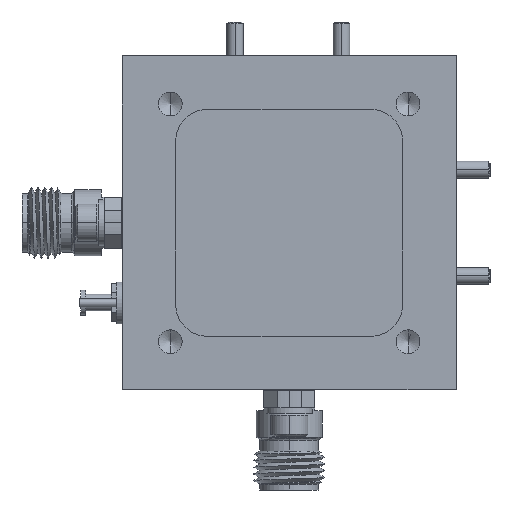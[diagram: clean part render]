
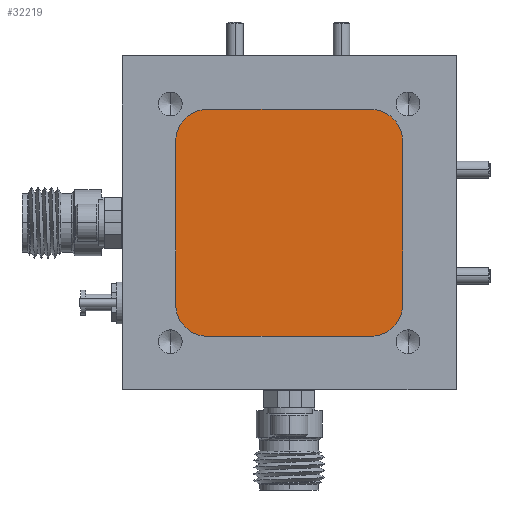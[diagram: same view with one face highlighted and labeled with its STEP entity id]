
A CAD part, left-side view. The second image highlights one B-rep face of the part: STEP entity #32219.
In plain terms, the highlighted planar face has unit normal (-1, 0, 0).
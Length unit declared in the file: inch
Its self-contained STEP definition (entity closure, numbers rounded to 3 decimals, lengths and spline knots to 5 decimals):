
#642 = EDGE_CURVE ( 'NONE', #52183, #38495, #27871, .T. ) ;
#2333 = DIRECTION ( 'NONE',  ( 0., 0., -1. ) ) ;
#3085 = AXIS2_PLACEMENT_3D ( 'NONE', #47816, #5158, #14068 ) ;
#5158 = DIRECTION ( 'NONE',  ( -1., 0., 0. ) ) ;
#5510 = VECTOR ( 'NONE', #46321, 39.37008 ) ;
#6389 = CIRCLE ( 'NONE', #37643, 0.12 ) ;
#7598 = ORIENTED_EDGE ( 'NONE', *, *, #45257, .T. ) ;
#8101 = VERTEX_POINT ( 'NONE', #29414 ) ;
#10554 = CIRCLE ( 'NONE', #3085, 0.12 ) ;
#10562 = AXIS2_PLACEMENT_3D ( 'NONE', #54606, #12354, #16622 ) ;
#10872 = VECTOR ( 'NONE', #51414, 39.37008 ) ;
#12354 = DIRECTION ( 'NONE',  ( 1., 0., 0. ) ) ;
#12746 = CARTESIAN_POINT ( 'NONE',  ( 0.50417, 0.88903, 1.39997 ) ) ;
#13599 = EDGE_CURVE ( 'NONE', #38495, #27156, #48134, .T. ) ;
#14068 = DIRECTION ( 'NONE',  ( 0., 0., -1. ) ) ;
#14390 = CARTESIAN_POINT ( 'NONE',  ( 0.50417, 1.00903, 0.66997 ) ) ;
#14550 = CARTESIAN_POINT ( 'NONE',  ( 0.50417, 0.27903, 0.66997 ) ) ;
#16060 = EDGE_CURVE ( 'NONE', #45084, #37211, #6389, .T. ) ;
#16360 = EDGE_LOOP ( 'NONE', ( #36118, #51145, #53790, #53152, #7598, #18860, #35691, #28871 ) ) ;
#16622 = DIRECTION ( 'NONE',  ( 0., 0., -1. ) ) ;
#18105 = CIRCLE ( 'NONE', #35267, 0.12 ) ;
#18209 = EDGE_CURVE ( 'NONE', #27156, #21724, #19439, .T. ) ;
#18860 = ORIENTED_EDGE ( 'NONE', *, *, #46168, .T. ) ;
#19439 = LINE ( 'NONE', #21737, #10872 ) ;
#21577 = VERTEX_POINT ( 'NONE', #14390 ) ;
#21724 = VERTEX_POINT ( 'NONE', #52028 ) ;
#21737 = CARTESIAN_POINT ( 'NONE',  ( 0.50417, 0.15903, 0.66997 ) ) ;
#24427 = LINE ( 'NONE', #45335, #33043 ) ;
#25190 = EDGE_CURVE ( 'NONE', #37211, #21577, #24427, .T. ) ;
#27156 = VERTEX_POINT ( 'NONE', #47774 ) ;
#27871 = LINE ( 'NONE', #35078, #41164 ) ;
#28777 = DIRECTION ( 'NONE',  ( -1., 0., 0. ) ) ;
#28871 = ORIENTED_EDGE ( 'NONE', *, *, #25190, .T. ) ;
#29414 = CARTESIAN_POINT ( 'NONE',  ( 0.50417, 0.27903, 1.39997 ) ) ;
#32219 = ADVANCED_FACE ( 'NONE', ( #52451 ), #41820, .F. ) ;
#33043 = VECTOR ( 'NONE', #49591, 39.37008 ) ;
#33228 = DIRECTION ( 'NONE',  ( 0., 0., -1. ) ) ;
#35078 = CARTESIAN_POINT ( 'NONE',  ( 0.50417, 0.27903, 0.54997 ) ) ;
#35165 = DIRECTION ( 'NONE',  ( 0., 0., -1. ) ) ;
#35267 = AXIS2_PLACEMENT_3D ( 'NONE', #53306, #53489, #2333 ) ;
#35691 = ORIENTED_EDGE ( 'NONE', *, *, #16060, .T. ) ;
#35710 = DIRECTION ( 'NONE',  ( -1., 0., 0. ) ) ;
#36118 = ORIENTED_EDGE ( 'NONE', *, *, #49390, .T. ) ;
#37211 = VERTEX_POINT ( 'NONE', #52259 ) ;
#37643 = AXIS2_PLACEMENT_3D ( 'NONE', #41731, #28777, #33228 ) ;
#38495 = VERTEX_POINT ( 'NONE', #42846 ) ;
#38915 = CARTESIAN_POINT ( 'NONE',  ( 0.50417, 0.88903, 0.54997 ) ) ;
#41164 = VECTOR ( 'NONE', #44153, 39.37008 ) ;
#41731 = CARTESIAN_POINT ( 'NONE',  ( 0.50417, 0.88903, 1.27997 ) ) ;
#41820 = PLANE ( 'NONE',  #10562 ) ;
#42236 = CARTESIAN_POINT ( 'NONE',  ( 0.50417, 0.27903, 1.39997 ) ) ;
#42846 = CARTESIAN_POINT ( 'NONE',  ( 0.50417, 0.27903, 0.54997 ) ) ;
#43578 = AXIS2_PLACEMENT_3D ( 'NONE', #14550, #35710, #35165 ) ;
#44153 = DIRECTION ( 'NONE',  ( 0., -1., 0. ) ) ;
#45084 = VERTEX_POINT ( 'NONE', #12746 ) ;
#45257 = EDGE_CURVE ( 'NONE', #21724, #8101, #18105, .T. ) ;
#45335 = CARTESIAN_POINT ( 'NONE',  ( 0.50417, 1.00903, 0.66997 ) ) ;
#46168 = EDGE_CURVE ( 'NONE', #8101, #45084, #51948, .T. ) ;
#46321 = DIRECTION ( 'NONE',  ( 0., 1., 0. ) ) ;
#47774 = CARTESIAN_POINT ( 'NONE',  ( 0.50417, 0.15903, 0.66997 ) ) ;
#47816 = CARTESIAN_POINT ( 'NONE',  ( 0.50417, 0.88903, 0.66997 ) ) ;
#48134 = CIRCLE ( 'NONE', #43578, 0.12 ) ;
#49390 = EDGE_CURVE ( 'NONE', #21577, #52183, #10554, .T. ) ;
#49591 = DIRECTION ( 'NONE',  ( 0., 0., -1. ) ) ;
#51145 = ORIENTED_EDGE ( 'NONE', *, *, #642, .T. ) ;
#51414 = DIRECTION ( 'NONE',  ( 0., 0., 1. ) ) ;
#51948 = LINE ( 'NONE', #42236, #5510 ) ;
#52028 = CARTESIAN_POINT ( 'NONE',  ( 0.50417, 0.15903, 1.27997 ) ) ;
#52183 = VERTEX_POINT ( 'NONE', #38915 ) ;
#52259 = CARTESIAN_POINT ( 'NONE',  ( 0.50417, 1.00903, 1.27997 ) ) ;
#52451 = FACE_OUTER_BOUND ( 'NONE', #16360, .T. ) ;
#53152 = ORIENTED_EDGE ( 'NONE', *, *, #18209, .T. ) ;
#53306 = CARTESIAN_POINT ( 'NONE',  ( 0.50417, 0.27903, 1.27997 ) ) ;
#53489 = DIRECTION ( 'NONE',  ( -1., 0., 0. ) ) ;
#53790 = ORIENTED_EDGE ( 'NONE', *, *, #13599, .T. ) ;
#54606 = CARTESIAN_POINT ( 'NONE',  ( 0.50417, 0.88903, 0.66997 ) ) ;
